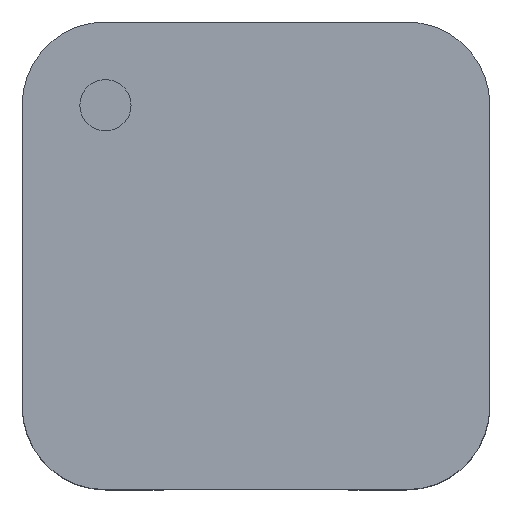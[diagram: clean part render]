
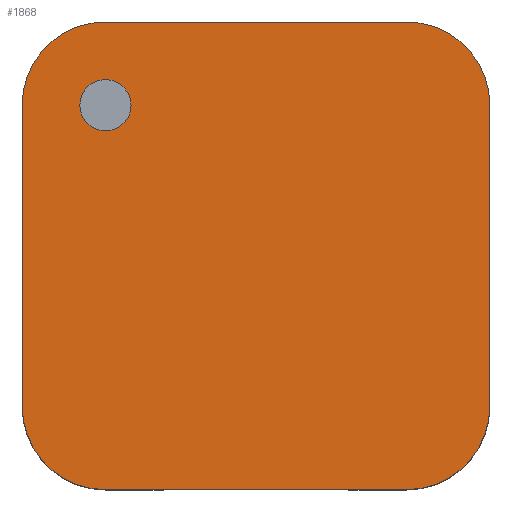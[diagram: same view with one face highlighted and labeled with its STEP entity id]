
A CAD part, top view. The second image highlights one B-rep face of the part: STEP entity #1868.
In plain terms, the highlighted planar face has unit normal (0, 0, 1).
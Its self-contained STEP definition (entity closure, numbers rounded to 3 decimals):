
#168=CARTESIAN_POINT('',(-1.95,2.35,3.4));
#169=VERTEX_POINT('',#168);
#178=CARTESIAN_POINT('',(-2.75,2.35,3.4));
#179=VERTEX_POINT('',#178);
#180=CARTESIAN_POINT('',(-2.35,2.35,3.4));
#181=DIRECTION('',(0.0,0.0,-1.0));
#182=DIRECTION('',(1.0,0.0,0.0));
#183=AXIS2_PLACEMENT_3D('',#180,#181,#182);
#184=CIRCLE('',#183,0.4);
#185=EDGE_CURVE('',#179,#169,#184,.T.);
#219=CARTESIAN_POINT('',(-2.35,2.35,3.4));
#220=DIRECTION('',(0.0,0.0,-1.0));
#221=DIRECTION('',(1.0,0.0,0.0));
#222=AXIS2_PLACEMENT_3D('',#219,#220,#221);
#223=CIRCLE('',#222,0.4);
#224=EDGE_CURVE('',#169,#179,#223,.T.);
#1509=CARTESIAN_POINT('',(3.65,2.35,3.4));
#1510=VERTEX_POINT('',#1509);
#1517=CARTESIAN_POINT('',(3.65,-2.35,3.4));
#1518=VERTEX_POINT('',#1517);
#1519=CARTESIAN_POINT('',(3.65,-2.35,3.4));
#1520=DIRECTION('',(0.0,1.0,0.0));
#1521=VECTOR('',#1520,4.7);
#1522=LINE('',#1519,#1521);
#1523=EDGE_CURVE('',#1518,#1510,#1522,.T.);
#1558=CARTESIAN_POINT('',(-2.35,3.65,3.4));
#1559=VERTEX_POINT('',#1558);
#1566=CARTESIAN_POINT('',(2.35,3.65,3.4));
#1567=VERTEX_POINT('',#1566);
#1568=CARTESIAN_POINT('',(2.35,3.65,3.4));
#1569=DIRECTION('',(-1.0,0.0,0.0));
#1570=VECTOR('',#1569,4.7);
#1571=LINE('',#1568,#1570);
#1572=EDGE_CURVE('',#1567,#1559,#1571,.T.);
#1693=CARTESIAN_POINT('',(2.35,-3.65,3.4));
#1694=VERTEX_POINT('',#1693);
#1695=CARTESIAN_POINT('',(2.35,-2.35,3.4));
#1696=DIRECTION('',(0.0,0.0,-1.0));
#1697=DIRECTION('',(0.707,-0.707,0.0));
#1698=AXIS2_PLACEMENT_3D('',#1695,#1696,#1697);
#1699=CIRCLE('',#1698,1.3);
#1700=EDGE_CURVE('',#1694,#1518,#1699,.F.);
#1718=CARTESIAN_POINT('',(2.35,2.35,3.4));
#1719=DIRECTION('',(0.0,0.0,1.0));
#1720=DIRECTION('',(0.707,0.707,0.0));
#1721=AXIS2_PLACEMENT_3D('',#1718,#1719,#1720);
#1722=CIRCLE('',#1721,1.3);
#1723=EDGE_CURVE('',#1510,#1567,#1722,.T.);
#1735=CARTESIAN_POINT('',(-3.65,2.35,3.4));
#1736=VERTEX_POINT('',#1735);
#1743=CARTESIAN_POINT('',(-2.35,2.35,3.4));
#1744=DIRECTION('',(0.0,0.0,1.0));
#1745=DIRECTION('',(-0.707,0.707,0.0));
#1746=AXIS2_PLACEMENT_3D('',#1743,#1744,#1745);
#1747=CIRCLE('',#1746,1.3);
#1748=EDGE_CURVE('',#1559,#1736,#1747,.T.);
#1761=CARTESIAN_POINT('',(-3.65,-2.35,3.4));
#1762=VERTEX_POINT('',#1761);
#1769=CARTESIAN_POINT('',(-3.65,2.35,3.4));
#1770=DIRECTION('',(0.0,-1.0,0.0));
#1771=VECTOR('',#1770,4.7);
#1772=LINE('',#1769,#1771);
#1773=EDGE_CURVE('',#1736,#1762,#1772,.T.);
#1788=CARTESIAN_POINT('',(-2.35,-3.65,3.4));
#1789=VERTEX_POINT('',#1788);
#1796=CARTESIAN_POINT('',(-2.35,-2.35,3.4));
#1797=DIRECTION('',(0.0,0.0,1.0));
#1798=DIRECTION('',(-0.707,-0.707,0.0));
#1799=AXIS2_PLACEMENT_3D('',#1796,#1797,#1798);
#1800=CIRCLE('',#1799,1.3);
#1801=EDGE_CURVE('',#1762,#1789,#1800,.T.);
#1820=CARTESIAN_POINT('',(-2.35,-3.65,3.4));
#1821=DIRECTION('',(1.0,0.0,0.0));
#1822=VECTOR('',#1821,4.7);
#1823=LINE('',#1820,#1822);
#1824=EDGE_CURVE('',#1789,#1694,#1823,.T.);
#1849=CARTESIAN_POINT('',(0.,0.,3.4));
#1850=DIRECTION('',(0.0,0.0,1.0));
#1851=DIRECTION('',(1.0,0.0,0.0));
#1852=AXIS2_PLACEMENT_3D('',#1849,#1850,#1851);
#1853=PLANE('',#1852);
#1854=ORIENTED_EDGE('',*,*,#1824,.T.);
#1855=ORIENTED_EDGE('',*,*,#1700,.T.);
#1856=ORIENTED_EDGE('',*,*,#1523,.T.);
#1857=ORIENTED_EDGE('',*,*,#1723,.T.);
#1858=ORIENTED_EDGE('',*,*,#1572,.T.);
#1859=ORIENTED_EDGE('',*,*,#1748,.T.);
#1860=ORIENTED_EDGE('',*,*,#1773,.T.);
#1861=ORIENTED_EDGE('',*,*,#1801,.T.);
#1862=EDGE_LOOP('',(#1854,#1855,#1856,#1857,#1858,#1859,#1860,#1861));
#1863=FACE_OUTER_BOUND('',#1862,.T.);
#1864=ORIENTED_EDGE('',*,*,#224,.T.);
#1865=ORIENTED_EDGE('',*,*,#185,.T.);
#1866=EDGE_LOOP('',(#1864,#1865));
#1867=FACE_BOUND('',#1866,.T.);
#1868=ADVANCED_FACE('',(#1863,#1867),#1853,.T.);
